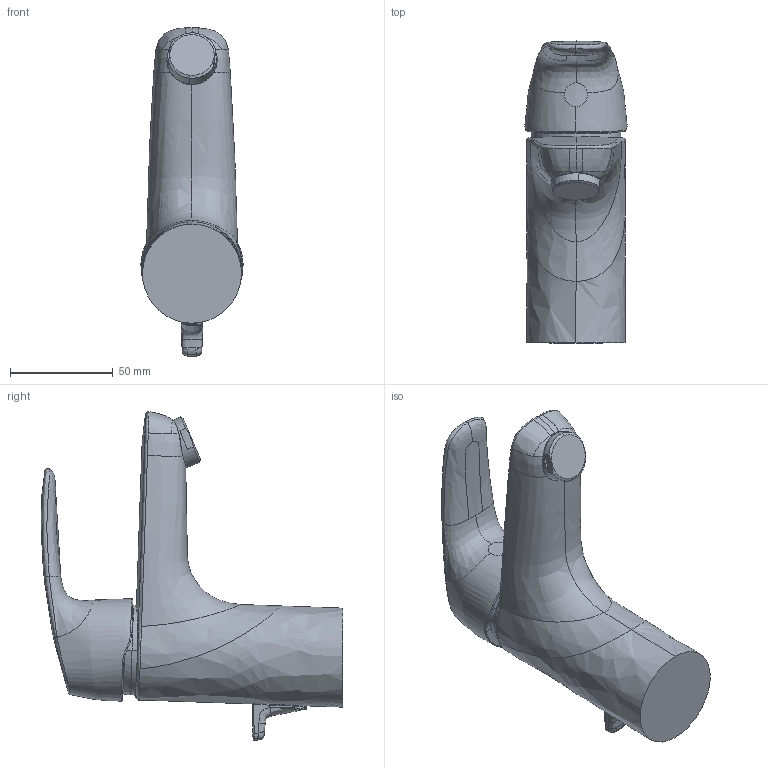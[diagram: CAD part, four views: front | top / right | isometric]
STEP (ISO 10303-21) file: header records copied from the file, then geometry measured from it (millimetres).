
FILE_DESCRIPTION (( 'STEP AP203' ), '1' );
FILE_NAME ('1004(2017)+1004F(2017)+45042283.STEP', '2018-05-24T05:03:29', ( '' ), ( '' ), 'SwSTEP 2.0', 'SolidWorks 2016', '' );
FILE_SCHEMA (( 'CONFIG_CONTROL_DESIGN' ));
Length unit declared in the file: millimetre
Products named in the file (1): 1004(2017)+1004F(2017)+45042283
Bounding box: 49.68 x 146.87 x 160.03 mm (x, y, z)
Volume: 343812.5 mm3; surface area: 39958.7 mm2
Topology: 1 solids, 1 shells, 101 faces, 246 edges, 150 vertices
Faces by surface type: bspline 76, plane 12, cylinder 9, sphere 2, cone 2
Entity records: 25743 total; most frequent: CARTESIAN_POINT 23937, ORIENTED_EDGE 492, EDGE_CURVE 246, B_SPLINE_CURVE_WITH_KNOTS 191, VERTEX_POINT 150, DIRECTION 133, EDGE_LOOP 104, FACE_OUTER_BOUND 101
